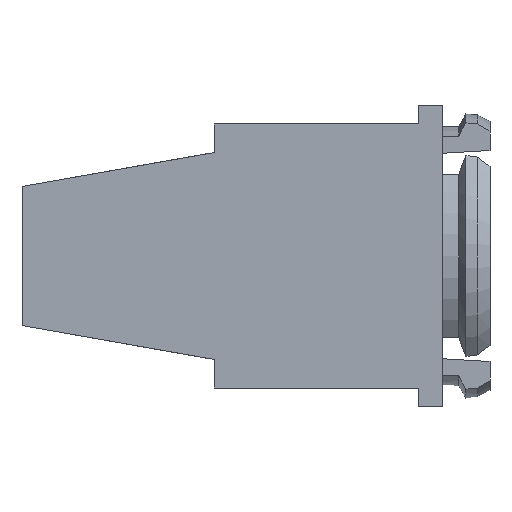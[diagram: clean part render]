
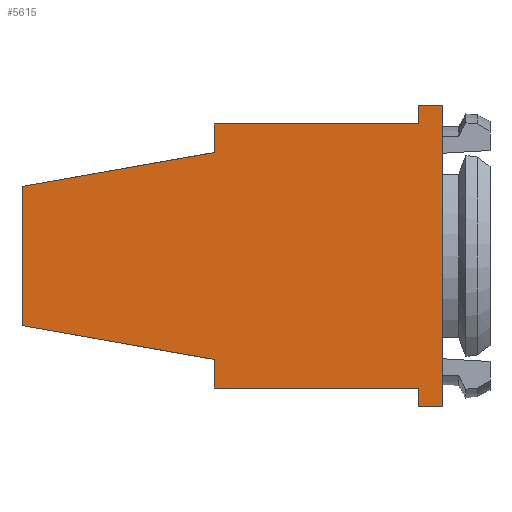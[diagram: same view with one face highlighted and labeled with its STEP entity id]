
A CAD part, left-side view. The second image highlights one B-rep face of the part: STEP entity #5615.
In plain terms, the highlighted planar face has unit normal (-1, 0, 0).
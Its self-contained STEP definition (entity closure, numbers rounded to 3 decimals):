
#72 = EDGE_CURVE ( 'NONE', #9096, #4237, #3118, .T. ) ;
#260 = VERTEX_POINT ( 'NONE', #6888 ) ;
#958 = EDGE_CURVE ( 'NONE', #8652, #6681, #7477, .T. ) ;
#1015 = ORIENTED_EDGE ( 'NONE', *, *, #10616, .T. ) ;
#1089 = VECTOR ( 'NONE', #8383, 1000. ) ;
#1274 = CARTESIAN_POINT ( 'NONE',  ( -31., -2., 12.5 ) ) ;
#1291 = CARTESIAN_POINT ( 'NONE',  ( -31., -2., 12.5 ) ) ;
#1368 = DIRECTION ( 'NONE',  ( 0., 0.985, 0.174 ) ) ;
#1575 = CARTESIAN_POINT ( 'NONE',  ( -31., 17., -11. ) ) ;
#1608 = CARTESIAN_POINT ( 'NONE',  ( -31., 33., -5.8 ) ) ;
#1727 = EDGE_CURVE ( 'NONE', #7783, #8752, #6451, .T. ) ;
#1789 = LINE ( 'NONE', #5629, #7035 ) ;
#1802 = ORIENTED_EDGE ( 'NONE', *, *, #72, .F. ) ;
#1924 = CARTESIAN_POINT ( 'NONE',  ( -31., 17., -11. ) ) ;
#2010 = ORIENTED_EDGE ( 'NONE', *, *, #958, .T. ) ;
#2165 = DIRECTION ( 'NONE',  ( 0., -0.985, 0.174 ) ) ;
#2251 = VECTOR ( 'NONE', #2613, 1000. ) ;
#2253 = LINE ( 'NONE', #9542, #7046 ) ;
#2571 = EDGE_CURVE ( 'NONE', #8752, #6681, #11710, .T. ) ;
#2587 = DIRECTION ( 'NONE',  ( 0., 0., -1. ) ) ;
#2613 = DIRECTION ( 'NONE',  ( 0., 0., 1. ) ) ;
#2765 = VERTEX_POINT ( 'NONE', #4803 ) ;
#2950 = LINE ( 'NONE', #6364, #1089 ) ;
#3024 = ORIENTED_EDGE ( 'NONE', *, *, #6490, .F. ) ;
#3046 = CARTESIAN_POINT ( 'NONE',  ( -31., 17., 8.621 ) ) ;
#3118 = LINE ( 'NONE', #10352, #6833 ) ;
#3204 = VECTOR ( 'NONE', #4426, 1000. ) ;
#3295 = ORIENTED_EDGE ( 'NONE', *, *, #4123, .F. ) ;
#3382 = EDGE_CURVE ( 'NONE', #2765, #11191, #2950, .T. ) ;
#3434 = CARTESIAN_POINT ( 'NONE',  ( -31., 17., -11. ) ) ;
#3644 = DIRECTION ( 'NONE',  ( 0., -1., 0. ) ) ;
#3835 = ORIENTED_EDGE ( 'NONE', *, *, #5399, .F. ) ;
#4123 = EDGE_CURVE ( 'NONE', #9983, #9096, #7414, .T. ) ;
#4237 = VERTEX_POINT ( 'NONE', #3046 ) ;
#4426 = DIRECTION ( 'NONE',  ( 0., 0., -1. ) ) ;
#4459 = CARTESIAN_POINT ( 'NONE',  ( -31., 17., -11. ) ) ;
#4697 = VECTOR ( 'NONE', #5226, 1000. ) ;
#4803 = CARTESIAN_POINT ( 'NONE',  ( -31., 0., 12.5 ) ) ;
#4869 = VECTOR ( 'NONE', #10521, 1000. ) ;
#5226 = DIRECTION ( 'NONE',  ( 0., -1., 0. ) ) ;
#5282 = LINE ( 'NONE', #1575, #4697 ) ;
#5353 = DIRECTION ( 'NONE',  ( 0., 0., 1. ) ) ;
#5399 = EDGE_CURVE ( 'NONE', #5595, #9983, #2253, .T. ) ;
#5498 = CARTESIAN_POINT ( 'NONE',  ( -31., 0., 12.5 ) ) ;
#5595 = VERTEX_POINT ( 'NONE', #8925 ) ;
#5615 = ADVANCED_FACE ( 'NONE', ( #6137 ), #7911, .F. ) ;
#5629 = CARTESIAN_POINT ( 'NONE',  ( -31., 17., 11. ) ) ;
#6051 = CARTESIAN_POINT ( 'NONE',  ( -31., -2., -12.5 ) ) ;
#6056 = AXIS2_PLACEMENT_3D ( 'NONE', #4459, #9883, #5353 ) ;
#6058 = LINE ( 'NONE', #1291, #4869 ) ;
#6137 = FACE_OUTER_BOUND ( 'NONE', #6261, .T. ) ;
#6261 = EDGE_LOOP ( 'NONE', ( #3024, #10918, #1802, #3295, #3835, #6865, #10962, #2010, #8888, #6391, #1015, #11723 ) ) ;
#6364 = CARTESIAN_POINT ( 'NONE',  ( -31., 0., 12.5 ) ) ;
#6391 = ORIENTED_EDGE ( 'NONE', *, *, #1727, .F. ) ;
#6451 = LINE ( 'NONE', #9113, #6691 ) ;
#6490 = EDGE_CURVE ( 'NONE', #260, #11191, #1789, .T. ) ;
#6507 = EDGE_CURVE ( 'NONE', #5595, #7376, #8181, .T. ) ;
#6535 = VECTOR ( 'NONE', #11114, 1000. ) ;
#6681 = VERTEX_POINT ( 'NONE', #7593 ) ;
#6691 = VECTOR ( 'NONE', #10140, 1000. ) ;
#6833 = VECTOR ( 'NONE', #2165, 1000. ) ;
#6865 = ORIENTED_EDGE ( 'NONE', *, *, #6507, .T. ) ;
#6888 = CARTESIAN_POINT ( 'NONE',  ( -31., 17., 11. ) ) ;
#7035 = VECTOR ( 'NONE', #3644, 1000. ) ;
#7046 = VECTOR ( 'NONE', #1368, 1000. ) ;
#7219 = EDGE_CURVE ( 'NONE', #7376, #8652, #5282, .T. ) ;
#7294 = CARTESIAN_POINT ( 'NONE',  ( -31., 0., 11. ) ) ;
#7376 = VERTEX_POINT ( 'NONE', #10409 ) ;
#7414 = LINE ( 'NONE', #10808, #2251 ) ;
#7477 = LINE ( 'NONE', #5498, #6535 ) ;
#7593 = CARTESIAN_POINT ( 'NONE',  ( -31., 0., -12.5 ) ) ;
#7704 = CARTESIAN_POINT ( 'NONE',  ( -31., 33., 5.8 ) ) ;
#7783 = VERTEX_POINT ( 'NONE', #1274 ) ;
#7911 = PLANE ( 'NONE',  #6056 ) ;
#8181 = LINE ( 'NONE', #1924, #3204 ) ;
#8185 = DIRECTION ( 'NONE',  ( 0., 1., 0. ) ) ;
#8383 = DIRECTION ( 'NONE',  ( 0., 0., -1. ) ) ;
#8652 = VERTEX_POINT ( 'NONE', #8727 ) ;
#8727 = CARTESIAN_POINT ( 'NONE',  ( -31., 0., -11. ) ) ;
#8752 = VERTEX_POINT ( 'NONE', #6051 ) ;
#8888 = ORIENTED_EDGE ( 'NONE', *, *, #2571, .F. ) ;
#8925 = CARTESIAN_POINT ( 'NONE',  ( -31., 17., -8.621 ) ) ;
#9096 = VERTEX_POINT ( 'NONE', #7704 ) ;
#9098 = LINE ( 'NONE', #3434, #9980 ) ;
#9113 = CARTESIAN_POINT ( 'NONE',  ( -31., -2., 12.5 ) ) ;
#9542 = CARTESIAN_POINT ( 'NONE',  ( -31., 33., -5.8 ) ) ;
#9883 = DIRECTION ( 'NONE',  ( 1., 0., 0. ) ) ;
#9980 = VECTOR ( 'NONE', #2587, 1000. ) ;
#9983 = VERTEX_POINT ( 'NONE', #1608 ) ;
#10140 = DIRECTION ( 'NONE',  ( 0., 0., -1. ) ) ;
#10341 = EDGE_CURVE ( 'NONE', #260, #4237, #9098, .T. ) ;
#10352 = CARTESIAN_POINT ( 'NONE',  ( -31., 33., 5.8 ) ) ;
#10409 = CARTESIAN_POINT ( 'NONE',  ( -31., 17., -11. ) ) ;
#10521 = DIRECTION ( 'NONE',  ( 0., 1., 0. ) ) ;
#10616 = EDGE_CURVE ( 'NONE', #7783, #2765, #6058, .T. ) ;
#10808 = CARTESIAN_POINT ( 'NONE',  ( -31., 33., 5.8 ) ) ;
#10918 = ORIENTED_EDGE ( 'NONE', *, *, #10341, .T. ) ;
#10962 = ORIENTED_EDGE ( 'NONE', *, *, #7219, .T. ) ;
#11083 = VECTOR ( 'NONE', #8185, 1000. ) ;
#11114 = DIRECTION ( 'NONE',  ( 0., 0., -1. ) ) ;
#11191 = VERTEX_POINT ( 'NONE', #7294 ) ;
#11710 = LINE ( 'NONE', #11768, #11083 ) ;
#11723 = ORIENTED_EDGE ( 'NONE', *, *, #3382, .T. ) ;
#11768 = CARTESIAN_POINT ( 'NONE',  ( -31., -2., -12.5 ) ) ;
